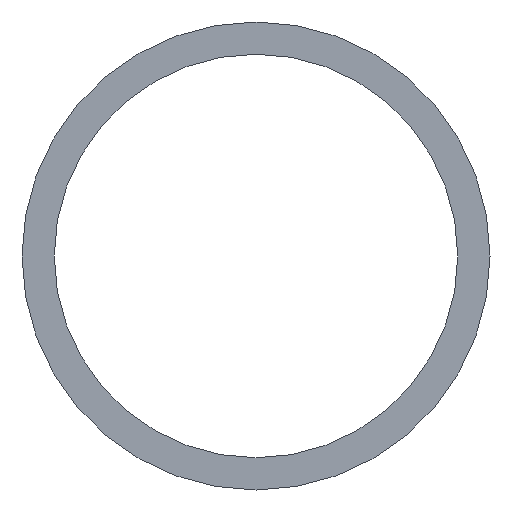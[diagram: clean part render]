
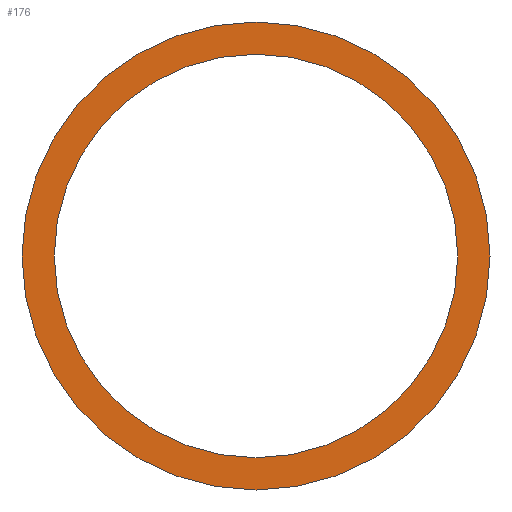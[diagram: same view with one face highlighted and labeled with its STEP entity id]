
A CAD part, front view. The second image highlights one B-rep face of the part: STEP entity #176.
In plain terms, the highlighted planar face has unit normal (0, -1, 0).
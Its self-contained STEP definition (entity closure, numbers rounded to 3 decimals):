
#12 = CIRCLE ( 'NONE', #403, 250. ) ;
#30 = EDGE_CURVE ( 'NONE', #393, #203, #83, .T. ) ;
#39 = DIRECTION ( 'NONE',  ( -1., 0., 0. ) ) ;
#58 = AXIS2_PLACEMENT_3D ( 'NONE', #404, #82, #345 ) ;
#75 = ORIENTED_EDGE ( 'NONE', *, *, #212, .F. ) ;
#82 = DIRECTION ( 'NONE',  ( 0., 1., 0. ) ) ;
#83 = CIRCLE ( 'NONE', #182, 290. ) ;
#88 = CARTESIAN_POINT ( 'NONE',  ( -250., 0., 0. ) ) ;
#108 = CARTESIAN_POINT ( 'NONE',  ( 250., 0., 0. ) ) ;
#148 = EDGE_LOOP ( 'NONE', ( #226, #290 ) ) ;
#167 = ORIENTED_EDGE ( 'NONE', *, *, #30, .F. ) ;
#170 = AXIS2_PLACEMENT_3D ( 'NONE', #255, #376, #39 ) ;
#176 = ADVANCED_FACE ( 'NONE', ( #240, #231 ), #315, .F. ) ;
#179 = DIRECTION ( 'NONE',  ( 0., 1., 0. ) ) ;
#182 = AXIS2_PLACEMENT_3D ( 'NONE', #276, #187, #397 ) ;
#187 = DIRECTION ( 'NONE',  ( 0., 1., 0. ) ) ;
#203 = VERTEX_POINT ( 'NONE', #373 ) ;
#212 = EDGE_CURVE ( 'NONE', #203, #393, #385, .T. ) ;
#226 = ORIENTED_EDGE ( 'NONE', *, *, #246, .T. ) ;
#231 = FACE_BOUND ( 'NONE', #148, .T. ) ;
#235 = DIRECTION ( 'NONE',  ( 0., 1., 0. ) ) ;
#240 = FACE_OUTER_BOUND ( 'NONE', #312, .T. ) ;
#246 = EDGE_CURVE ( 'NONE', #402, #330, #12, .T. ) ;
#255 = CARTESIAN_POINT ( 'NONE',  ( 290., 0., 0. ) ) ;
#262 = AXIS2_PLACEMENT_3D ( 'NONE', #351, #235, #267 ) ;
#267 = DIRECTION ( 'NONE',  ( -1., 0., 0. ) ) ;
#276 = CARTESIAN_POINT ( 'NONE',  ( 0., 0., 0. ) ) ;
#285 = EDGE_CURVE ( 'NONE', #330, #402, #365, .T. ) ;
#290 = ORIENTED_EDGE ( 'NONE', *, *, #285, .T. ) ;
#312 = EDGE_LOOP ( 'NONE', ( #75, #167 ) ) ;
#315 = PLANE ( 'NONE',  #170 ) ;
#330 = VERTEX_POINT ( 'NONE', #108 ) ;
#345 = DIRECTION ( 'NONE',  ( -1., 0., 0. ) ) ;
#351 = CARTESIAN_POINT ( 'NONE',  ( 0., 0., 0. ) ) ;
#356 = CARTESIAN_POINT ( 'NONE',  ( 0., 0., 0. ) ) ;
#365 = CIRCLE ( 'NONE', #58, 250. ) ;
#369 = CARTESIAN_POINT ( 'NONE',  ( -290., 0., 0. ) ) ;
#373 = CARTESIAN_POINT ( 'NONE',  ( 290., 0., 0. ) ) ;
#376 = DIRECTION ( 'NONE',  ( 0., 1., 0. ) ) ;
#385 = CIRCLE ( 'NONE', #262, 290. ) ;
#392 = DIRECTION ( 'NONE',  ( -1., 0., 0. ) ) ;
#393 = VERTEX_POINT ( 'NONE', #369 ) ;
#397 = DIRECTION ( 'NONE',  ( -1., 0., 0. ) ) ;
#402 = VERTEX_POINT ( 'NONE', #88 ) ;
#403 = AXIS2_PLACEMENT_3D ( 'NONE', #356, #179, #392 ) ;
#404 = CARTESIAN_POINT ( 'NONE',  ( 0., 0., 0. ) ) ;
